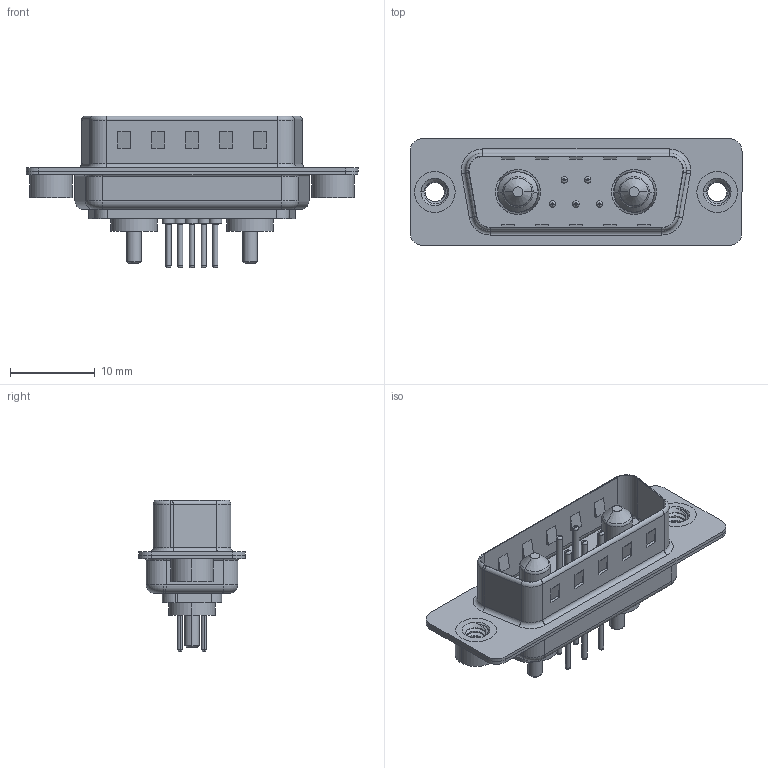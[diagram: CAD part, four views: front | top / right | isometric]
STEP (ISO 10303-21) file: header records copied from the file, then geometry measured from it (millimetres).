
FILE_DESCRIPTION (( 'STEP AP203' ), '1' );
FILE_NAME ('627-7W2-624-1T2.STEP', '2019-05-25T07:16:37', ( '' ), ( '' ), 'SwSTEP 2.0', 'SolidWorks 2016', '' );
FILE_SCHEMA (( 'CONFIG_CONTROL_DESIGN' ));
Length unit declared in the file: millimetre
Products named in the file (8): 627Combo Shell Front_15 Contacts; 627Combo Threaded Rivet_2; Power Pin_10A S; 627Combo Contact Row 1_24; 627Combo Contact Row 2_24; 627-7W2-624-1T2; 627Combo Housing_7W2; 627Combo Shell Rear_15 Contacts
Assembly tree (12 placements, depth 2):
  627-7W2-624-1T2
    627Combo Housing_7W2
    627Combo Shell Rear_15 Contacts
    627Combo Shell Front_15 Contacts
    627Combo Threaded Rivet_2  x2
    Power Pin_10A S  x2
    627Combo Contact Row 1_24  x2
    627Combo Contact Row 2_24  x3
Bounding box: 39.15 x 12.6 x 17.9 mm (x, y, z)
Volume: 1951.1 mm3; surface area: 4720.7 mm2
Topology: 14 solids, 14 shells, 605 faces, 1397 edges, 862 vertices
Faces by surface type: cylinder 241, plane 194, torus 134, cone 26, bspline 10
Entity records: 15586 total; most frequent: CARTESIAN_POINT 3788, DIRECTION 2437, ORIENTED_EDGE 2146, EDGE_CURVE 1073, AXIS2_PLACEMENT_3D 955, VERTEX_POINT 670, EDGE_LOOP 529, VECTOR 527
